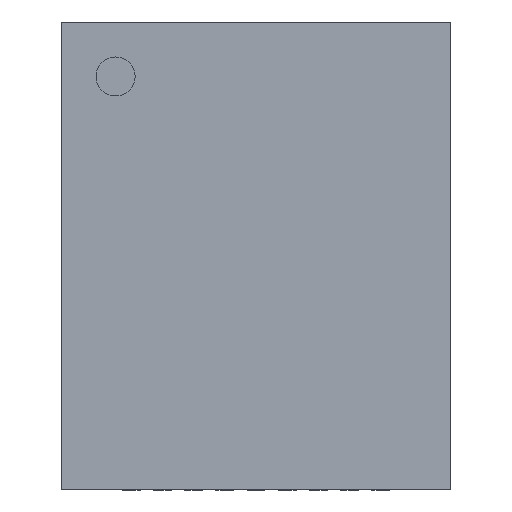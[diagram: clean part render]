
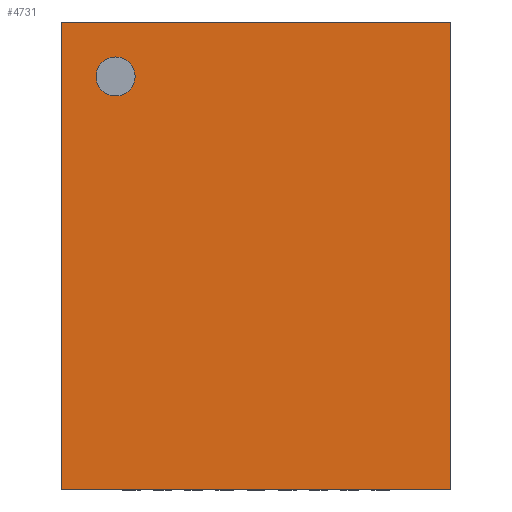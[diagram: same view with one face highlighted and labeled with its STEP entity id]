
A CAD part, top view. The second image highlights one B-rep face of the part: STEP entity #4731.
In plain terms, the highlighted planar face has unit normal (0, 0, 1).
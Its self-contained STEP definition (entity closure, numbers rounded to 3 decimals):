
#902 = VERTEX_POINT('',#903);
#903 = CARTESIAN_POINT('',(-2.49,2.99,1.));
#909 = EDGE_CURVE('',#902,#910,#912,.T.);
#910 = VERTEX_POINT('',#911);
#911 = CARTESIAN_POINT('',(-2.49,-2.99,1.));
#912 = LINE('',#913,#914);
#913 = CARTESIAN_POINT('',(-2.49,2.99,1.));
#914 = VECTOR('',#915,1.);
#915 = DIRECTION('',(0.,-1.,0.));
#4464 = EDGE_CURVE('',#902,#4465,#4467,.T.);
#4465 = VERTEX_POINT('',#4466);
#4466 = CARTESIAN_POINT('',(2.49,2.99,1.));
#4467 = LINE('',#4468,#4469);
#4468 = CARTESIAN_POINT('',(-2.49,2.99,1.));
#4469 = VECTOR('',#4470,1.);
#4470 = DIRECTION('',(1.,0.,0.));
#4731 = ADVANCED_FACE('',(#4732,#4750),#4761,.T.);
#4732 = FACE_BOUND('',#4733,.T.);
#4733 = EDGE_LOOP('',(#4734,#4735,#4736,#4744));
#4734 = ORIENTED_EDGE('',*,*,#4464,.F.);
#4735 = ORIENTED_EDGE('',*,*,#909,.T.);
#4736 = ORIENTED_EDGE('',*,*,#4737,.T.);
#4737 = EDGE_CURVE('',#910,#4738,#4740,.T.);
#4738 = VERTEX_POINT('',#4739);
#4739 = CARTESIAN_POINT('',(2.49,-2.99,1.));
#4740 = LINE('',#4741,#4742);
#4741 = CARTESIAN_POINT('',(-2.49,-2.99,1.));
#4742 = VECTOR('',#4743,1.);
#4743 = DIRECTION('',(1.,0.,0.));
#4744 = ORIENTED_EDGE('',*,*,#4745,.F.);
#4745 = EDGE_CURVE('',#4465,#4738,#4746,.T.);
#4746 = LINE('',#4747,#4748);
#4747 = CARTESIAN_POINT('',(2.49,2.99,1.));
#4748 = VECTOR('',#4749,1.);
#4749 = DIRECTION('',(0.,-1.,0.));
#4750 = FACE_BOUND('',#4751,.T.);
#4751 = EDGE_LOOP('',(#4752));
#4752 = ORIENTED_EDGE('',*,*,#4753,.T.);
#4753 = EDGE_CURVE('',#4754,#4754,#4756,.T.);
#4754 = VERTEX_POINT('',#4755);
#4755 = CARTESIAN_POINT('',(-1.8,2.05,1.));
#4756 = CIRCLE('',#4757,0.25);
#4757 = AXIS2_PLACEMENT_3D('',#4758,#4759,#4760);
#4758 = CARTESIAN_POINT('',(-1.8,2.3,1.));
#4759 = DIRECTION('',(0.,0.,-1.));
#4760 = DIRECTION('',(0.,-1.,0.));
#4761 = PLANE('',#4762);
#4762 = AXIS2_PLACEMENT_3D('',#4763,#4764,#4765);
#4763 = CARTESIAN_POINT('',(-2.49,2.99,1.));
#4764 = DIRECTION('',(0.,0.,1.));
#4765 = DIRECTION('',(0.,-1.,0.));
